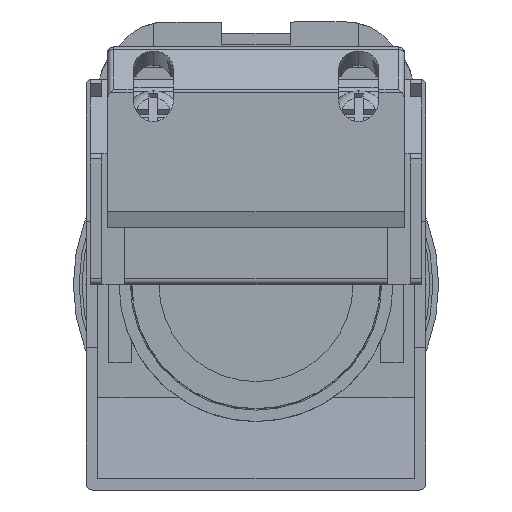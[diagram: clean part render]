
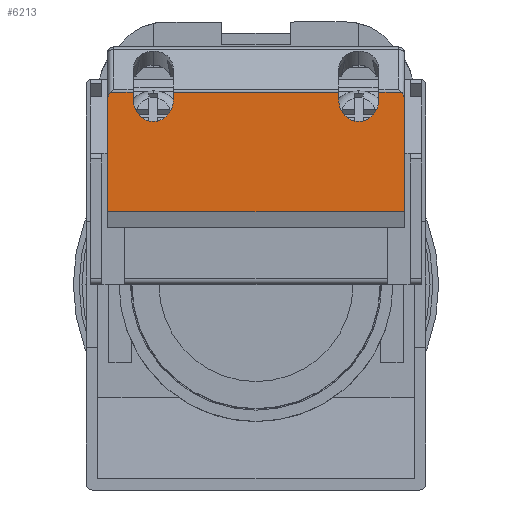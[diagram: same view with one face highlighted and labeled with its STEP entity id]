
A CAD part, front view. The second image highlights one B-rep face of the part: STEP entity #6213.
In plain terms, the highlighted planar face has unit normal (0, -1, 0).
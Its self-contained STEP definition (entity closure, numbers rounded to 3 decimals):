
#196 = DIRECTION ( 'NONE',  ( 0., 0., 1. ) ) ;
#304 = CARTESIAN_POINT ( 'NONE',  ( -10.75, -41.5, 16.185 ) ) ;
#490 = EDGE_CURVE ( 'NONE', #3271, #4708, #2883, .T. ) ;
#545 = DIRECTION ( 'NONE',  ( 0., 0., -1. ) ) ;
#564 = ORIENTED_EDGE ( 'NONE', *, *, #5297, .T. ) ;
#617 = PLANE ( 'NONE',  #1950 ) ;
#630 = CARTESIAN_POINT ( 'NONE',  ( 12.76, -41.5, 16.86 ) ) ;
#680 = DIRECTION ( 'NONE',  ( 0., 0., 1. ) ) ;
#768 = EDGE_CURVE ( 'NONE', #6629, #10137, #3550, .T. ) ;
#809 = EDGE_CURVE ( 'NONE', #5173, #1114, #8270, .T. ) ;
#867 = ORIENTED_EDGE ( 'NONE', *, *, #809, .F. ) ;
#961 = ORIENTED_EDGE ( 'NONE', *, *, #6463, .F. ) ;
#985 = CARTESIAN_POINT ( 'NONE',  ( -13., -41.5, 16.039 ) ) ;
#1014 = CARTESIAN_POINT ( 'NONE',  ( 13., -41.5, 16.86 ) ) ;
#1056 = VERTEX_POINT ( 'NONE', #8396 ) ;
#1082 = CARTESIAN_POINT ( 'NONE',  ( -7.25, -41.5, 12.377 ) ) ;
#1114 = VERTEX_POINT ( 'NONE', #6312 ) ;
#1147 = CARTESIAN_POINT ( 'NONE',  ( -13., -41.5, 6.374 ) ) ;
#1159 = CARTESIAN_POINT ( 'NONE',  ( 13., -41.5, 16.86 ) ) ;
#1261 = CARTESIAN_POINT ( 'NONE',  ( -7.25, -41.5, 16.185 ) ) ;
#1373 = VECTOR ( 'NONE', #7501, 1000. ) ;
#1460 = DIRECTION ( 'NONE',  ( -1., 0., 0. ) ) ;
#1478 = VECTOR ( 'NONE', #196, 1000. ) ;
#1675 = EDGE_CURVE ( 'NONE', #4708, #6472, #4270, .T. ) ;
#1688 = VECTOR ( 'NONE', #2561, 1000. ) ;
#1773 = DIRECTION ( 'NONE',  ( -1., 0., 0. ) ) ;
#1877 = ORIENTED_EDGE ( 'NONE', *, *, #6494, .T. ) ;
#1950 = AXIS2_PLACEMENT_3D ( 'NONE', #9240, #5419, #680 ) ;
#2055 = EDGE_CURVE ( 'NONE', #6472, #1114, #3674, .T. ) ;
#2094 = VECTOR ( 'NONE', #545, 1000. ) ;
#2151 = CARTESIAN_POINT ( 'NONE',  ( -12.76, -41.5, 16.86 ) ) ;
#2393 = CARTESIAN_POINT ( 'NONE',  ( 7.25, -41.5, 12.377 ) ) ;
#2537 = EDGE_CURVE ( 'NONE', #9672, #5173, #2574, .T. ) ;
#2561 = DIRECTION ( 'NONE',  ( 0., 0., -1. ) ) ;
#2574 = LINE ( 'NONE', #6154, #4678 ) ;
#2652 = VERTEX_POINT ( 'NONE', #5539 ) ;
#2883 = LINE ( 'NONE', #10071, #7062 ) ;
#3023 = DIRECTION ( 'NONE',  ( 0., 0., -1. ) ) ;
#3090 = VECTOR ( 'NONE', #1773, 1000. ) ;
#3191 = CARTESIAN_POINT ( 'NONE',  ( 10.75, -41.5, 16.185 ) ) ;
#3211 = ORIENTED_EDGE ( 'NONE', *, *, #4254, .T. ) ;
#3271 = VERTEX_POINT ( 'NONE', #4531 ) ;
#3298 = ORIENTED_EDGE ( 'NONE', *, *, #8973, .F. ) ;
#3377 = CARTESIAN_POINT ( 'NONE',  ( 13., -41.5, 6.374 ) ) ;
#3379 = ORIENTED_EDGE ( 'NONE', *, *, #768, .F. ) ;
#3469 = LINE ( 'NONE', #1159, #1373 ) ;
#3531 = DIRECTION ( 'NONE',  ( 0., 0., -1. ) ) ;
#3543 = CARTESIAN_POINT ( 'NONE',  ( 10.75, -41.5, 16.86 ) ) ;
#3550 =( BOUNDED_CURVE ( )  B_SPLINE_CURVE ( 3, ( #7886, #2393, #7101, #3191 ),
 .UNSPECIFIED., .F., .F. ) 
 B_SPLINE_CURVE_WITH_KNOTS ( ( 4, 4 ),
 ( 4.712, 7.854 ),
 .UNSPECIFIED. ) 
 CURVE ( )  GEOMETRIC_REPRESENTATION_ITEM ( )  RATIONAL_B_SPLINE_CURVE ( ( 1., 0.333, 0.333, 1. ) ) 
 REPRESENTATION_ITEM ( '' )  );
#3674 = LINE ( 'NONE', #1147, #5541 ) ;
#3681 = CARTESIAN_POINT ( 'NONE',  ( 7.25, -41.5, 6.374 ) ) ;
#3760 = CARTESIAN_POINT ( 'NONE',  ( 13., -41.5, 16.039 ) ) ;
#3785 = CARTESIAN_POINT ( 'NONE',  ( -12.76, -41.5, 16.86 ) ) ;
#4223 = CARTESIAN_POINT ( 'NONE',  ( -10.75, -41.5, 12.377 ) ) ;
#4225 = ORIENTED_EDGE ( 'NONE', *, *, #1675, .T. ) ;
#4254 = EDGE_CURVE ( 'NONE', #9672, #2652, #8555, .T. ) ;
#4270 =( BOUNDED_CURVE ( )  B_SPLINE_CURVE ( 3, ( #2151, #6876, #6089, #7654 ),
 .UNSPECIFIED., .F., .F. ) 
 B_SPLINE_CURVE_WITH_KNOTS ( ( 4, 4 ),
 ( 3.689, 4.712 ),
 .UNSPECIFIED. ) 
 CURVE ( )  GEOMETRIC_REPRESENTATION_ITEM ( )  RATIONAL_B_SPLINE_CURVE ( ( 1., 0.915, 0.915, 1. ) ) 
 REPRESENTATION_ITEM ( '' )  );
#4417 = VECTOR ( 'NONE', #9260, 1000. ) ;
#4480 = CARTESIAN_POINT ( 'NONE',  ( 10.75, -41.5, 16.185 ) ) ;
#4531 = CARTESIAN_POINT ( 'NONE',  ( -10.75, -41.5, 16.86 ) ) ;
#4678 = VECTOR ( 'NONE', #3023, 1000. ) ;
#4708 = VERTEX_POINT ( 'NONE', #3785 ) ;
#4815 = CARTESIAN_POINT ( 'NONE',  ( 13., -41.5, 6.374 ) ) ;
#5152 = EDGE_LOOP ( 'NONE', ( #10117, #564, #961, #9153, #3298, #5926, #4225, #6639, #867, #5247, #3211, #1877, #9423, #3379 ) ) ;
#5173 = VERTEX_POINT ( 'NONE', #3377 ) ;
#5179 = LINE ( 'NONE', #1014, #3090 ) ;
#5247 = ORIENTED_EDGE ( 'NONE', *, *, #2537, .F. ) ;
#5297 = EDGE_CURVE ( 'NONE', #5449, #1056, #3469, .T. ) ;
#5360 = CARTESIAN_POINT ( 'NONE',  ( 12.913, -41.5, 16.681 ) ) ;
#5419 = DIRECTION ( 'NONE',  ( 0., 1., 0. ) ) ;
#5449 = VERTEX_POINT ( 'NONE', #7659 ) ;
#5501 = CARTESIAN_POINT ( 'NONE',  ( 13., -41.5, 16.039 ) ) ;
#5539 = CARTESIAN_POINT ( 'NONE',  ( 12.76, -41.5, 16.86 ) ) ;
#5541 = VECTOR ( 'NONE', #3531, 1000. ) ;
#5559 =( BOUNDED_CURVE ( )  B_SPLINE_CURVE ( 3, ( #304, #4223, #1082, #6588 ),
 .UNSPECIFIED., .F., .F. ) 
 B_SPLINE_CURVE_WITH_KNOTS ( ( 4, 4 ),
 ( 4.712, 7.854 ),
 .UNSPECIFIED. ) 
 CURVE ( )  GEOMETRIC_REPRESENTATION_ITEM ( )  RATIONAL_B_SPLINE_CURVE ( ( 1., 0.333, 0.333, 1. ) ) 
 REPRESENTATION_ITEM ( '' )  );
#5713 = CARTESIAN_POINT ( 'NONE',  ( -7.25, -41.5, 6.374 ) ) ;
#5881 = LINE ( 'NONE', #7274, #1688 ) ;
#5926 = ORIENTED_EDGE ( 'NONE', *, *, #490, .T. ) ;
#6041 = VERTEX_POINT ( 'NONE', #3543 ) ;
#6089 = CARTESIAN_POINT ( 'NONE',  ( -13., -41.5, 16.382 ) ) ;
#6120 = CARTESIAN_POINT ( 'NONE',  ( 10.75, -41.5, 6.374 ) ) ;
#6133 = EDGE_CURVE ( 'NONE', #5449, #6629, #8111, .T. ) ;
#6154 = CARTESIAN_POINT ( 'NONE',  ( 13., -41.5, 6.374 ) ) ;
#6202 = VECTOR ( 'NONE', #7167, 1000. ) ;
#6213 = ADVANCED_FACE ( 'NONE', ( #9698 ), #617, .F. ) ;
#6312 = CARTESIAN_POINT ( 'NONE',  ( -13., -41.5, 6.374 ) ) ;
#6463 = EDGE_CURVE ( 'NONE', #8623, #1056, #9573, .T. ) ;
#6472 = VERTEX_POINT ( 'NONE', #985 ) ;
#6494 = EDGE_CURVE ( 'NONE', #2652, #6041, #5179, .T. ) ;
#6495 = LINE ( 'NONE', #6120, #4417 ) ;
#6588 = CARTESIAN_POINT ( 'NONE',  ( -7.25, -41.5, 16.185 ) ) ;
#6629 = VERTEX_POINT ( 'NONE', #8266 ) ;
#6639 = ORIENTED_EDGE ( 'NONE', *, *, #2055, .T. ) ;
#6876 = CARTESIAN_POINT ( 'NONE',  ( -12.913, -41.5, 16.681 ) ) ;
#7062 = VECTOR ( 'NONE', #1460, 1000. ) ;
#7101 = CARTESIAN_POINT ( 'NONE',  ( 10.75, -41.5, 12.377 ) ) ;
#7167 = DIRECTION ( 'NONE',  ( -1., 0., 0. ) ) ;
#7274 = CARTESIAN_POINT ( 'NONE',  ( -10.75, -41.5, 6.374 ) ) ;
#7501 = DIRECTION ( 'NONE',  ( -1., 0., 0. ) ) ;
#7654 = CARTESIAN_POINT ( 'NONE',  ( -13., -41.5, 16.039 ) ) ;
#7659 = CARTESIAN_POINT ( 'NONE',  ( 7.25, -41.5, 16.86 ) ) ;
#7762 = VERTEX_POINT ( 'NONE', #8890 ) ;
#7787 = EDGE_CURVE ( 'NONE', #7762, #8623, #5559, .T. ) ;
#7886 = CARTESIAN_POINT ( 'NONE',  ( 7.25, -41.5, 16.185 ) ) ;
#8111 = LINE ( 'NONE', #3681, #2094 ) ;
#8266 = CARTESIAN_POINT ( 'NONE',  ( 7.25, -41.5, 16.185 ) ) ;
#8270 = LINE ( 'NONE', #4815, #6202 ) ;
#8396 = CARTESIAN_POINT ( 'NONE',  ( -7.25, -41.5, 16.86 ) ) ;
#8459 = CARTESIAN_POINT ( 'NONE',  ( 13., -41.5, 16.382 ) ) ;
#8555 =( BOUNDED_CURVE ( )  B_SPLINE_CURVE ( 3, ( #3760, #8459, #5360, #630 ),
 .UNSPECIFIED., .F., .F. ) 
 B_SPLINE_CURVE_WITH_KNOTS ( ( 4, 4 ),
 ( 4.712, 5.736 ),
 .UNSPECIFIED. ) 
 CURVE ( )  GEOMETRIC_REPRESENTATION_ITEM ( )  RATIONAL_B_SPLINE_CURVE ( ( 1., 0.915, 0.915, 1. ) ) 
 REPRESENTATION_ITEM ( '' )  );
#8623 = VERTEX_POINT ( 'NONE', #1261 ) ;
#8731 = EDGE_CURVE ( 'NONE', #10137, #6041, #6495, .T. ) ;
#8890 = CARTESIAN_POINT ( 'NONE',  ( -10.75, -41.5, 16.185 ) ) ;
#8973 = EDGE_CURVE ( 'NONE', #3271, #7762, #5881, .T. ) ;
#9153 = ORIENTED_EDGE ( 'NONE', *, *, #7787, .F. ) ;
#9240 = CARTESIAN_POINT ( 'NONE',  ( 13., -41.5, 6.374 ) ) ;
#9260 = DIRECTION ( 'NONE',  ( 0., 0., 1. ) ) ;
#9423 = ORIENTED_EDGE ( 'NONE', *, *, #8731, .F. ) ;
#9573 = LINE ( 'NONE', #5713, #1478 ) ;
#9672 = VERTEX_POINT ( 'NONE', #5501 ) ;
#9698 = FACE_OUTER_BOUND ( 'NONE', #5152, .T. ) ;
#10071 = CARTESIAN_POINT ( 'NONE',  ( 13., -41.5, 16.86 ) ) ;
#10117 = ORIENTED_EDGE ( 'NONE', *, *, #6133, .F. ) ;
#10137 = VERTEX_POINT ( 'NONE', #4480 ) ;
